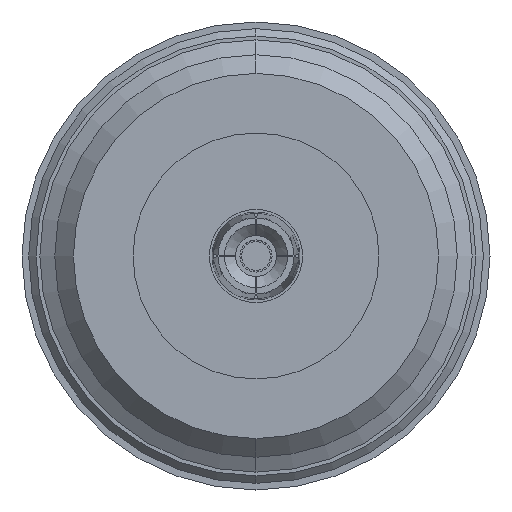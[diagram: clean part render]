
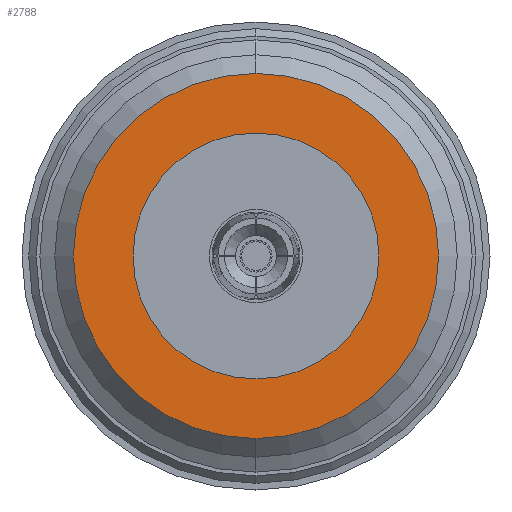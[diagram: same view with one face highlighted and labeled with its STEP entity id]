
A CAD part, left-side view. The second image highlights one B-rep face of the part: STEP entity #2788.
In plain terms, the highlighted face is planar.
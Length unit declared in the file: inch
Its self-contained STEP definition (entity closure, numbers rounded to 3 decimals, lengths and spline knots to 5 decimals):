
#61 = ORIENTED_EDGE ( 'NONE', *, *, #1286, .T. ) ;
#208 = DIRECTION ( 'NONE',  ( -1., 0., 0. ) ) ;
#269 = DIRECTION ( 'NONE',  ( 1., 0., 0. ) ) ;
#307 = VERTEX_POINT ( 'NONE', #4722 ) ;
#587 = PLANE ( 'NONE',  #3242 ) ;
#944 = DIRECTION ( 'NONE',  ( 0., 0., -1. ) ) ;
#1035 = DIRECTION ( 'NONE',  ( 1., 0., 0. ) ) ;
#1110 = CARTESIAN_POINT ( 'NONE',  ( 0.245, 0., -0.52166 ) ) ;
#1286 = EDGE_CURVE ( 'NONE', #1717, #307, #1780, .T. ) ;
#1375 = EDGE_LOOP ( 'NONE', ( #4095, #5379 ) ) ;
#1573 = DIRECTION ( 'NONE',  ( -1., 0., 0. ) ) ;
#1625 = CARTESIAN_POINT ( 'NONE',  ( 0., 0., -0.52166 ) ) ;
#1717 = VERTEX_POINT ( 'NONE', #1110 ) ;
#1780 = CIRCLE ( 'NONE', #4637, 0.245 ) ;
#1960 = ORIENTED_EDGE ( 'NONE', *, *, #2899, .T. ) ;
#2099 = VERTEX_POINT ( 'NONE', #2122 ) ;
#2122 = CARTESIAN_POINT ( 'NONE',  ( -0.165, 0., -0.52166 ) ) ;
#2358 = CIRCLE ( 'NONE', #2440, 0.245 ) ;
#2416 = DIRECTION ( 'NONE',  ( 0., 0., -1. ) ) ;
#2440 = AXIS2_PLACEMENT_3D ( 'NONE', #5026, #2416, #269 ) ;
#2515 = DIRECTION ( 'NONE',  ( 0., 0., -1. ) ) ;
#2719 = DIRECTION ( 'NONE',  ( 0., 0., 1. ) ) ;
#2739 = CIRCLE ( 'NONE', #3634, 0.165 ) ;
#2788 = ADVANCED_FACE ( 'NONE', ( #5248, #4400 ), #587, .F. ) ;
#2876 = DIRECTION ( 'NONE',  ( 1., 0., 0. ) ) ;
#2899 = EDGE_CURVE ( 'NONE', #307, #1717, #2358, .T. ) ;
#3242 = AXIS2_PLACEMENT_3D ( 'NONE', #3977, #2719, #1035 ) ;
#3319 = VERTEX_POINT ( 'NONE', #3640 ) ;
#3634 = AXIS2_PLACEMENT_3D ( 'NONE', #1625, #5036, #1573 ) ;
#3640 = CARTESIAN_POINT ( 'NONE',  ( 0.165, 0., -0.52166 ) ) ;
#3866 = EDGE_CURVE ( 'NONE', #2099, #3319, #2739, .T. ) ;
#3977 = CARTESIAN_POINT ( 'NONE',  ( 0., 0., -0.52166 ) ) ;
#4095 = ORIENTED_EDGE ( 'NONE', *, *, #3866, .F. ) ;
#4102 = CIRCLE ( 'NONE', #4463, 0.165 ) ;
#4157 = CARTESIAN_POINT ( 'NONE',  ( 0., 0., -0.52166 ) ) ;
#4400 = FACE_BOUND ( 'NONE', #1375, .T. ) ;
#4463 = AXIS2_PLACEMENT_3D ( 'NONE', #4791, #944, #208 ) ;
#4622 = EDGE_LOOP ( 'NONE', ( #61, #1960 ) ) ;
#4637 = AXIS2_PLACEMENT_3D ( 'NONE', #4157, #2515, #2876 ) ;
#4722 = CARTESIAN_POINT ( 'NONE',  ( -0.245, 0., -0.52166 ) ) ;
#4791 = CARTESIAN_POINT ( 'NONE',  ( 0., 0., -0.52166 ) ) ;
#4897 = EDGE_CURVE ( 'NONE', #3319, #2099, #4102, .T. ) ;
#5026 = CARTESIAN_POINT ( 'NONE',  ( 0., 0., -0.52166 ) ) ;
#5036 = DIRECTION ( 'NONE',  ( 0., 0., -1. ) ) ;
#5248 = FACE_OUTER_BOUND ( 'NONE', #4622, .T. ) ;
#5379 = ORIENTED_EDGE ( 'NONE', *, *, #4897, .F. ) ;
